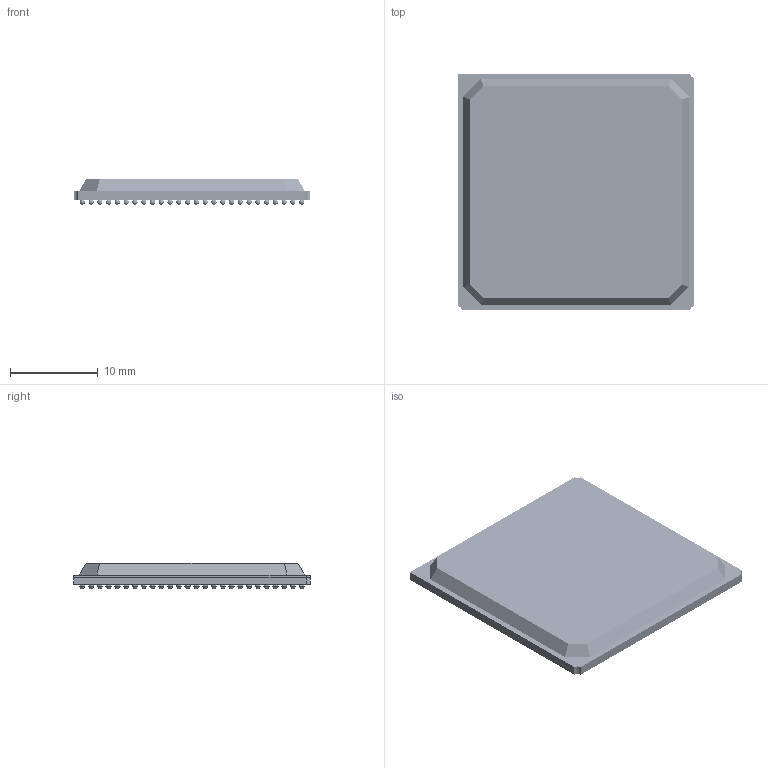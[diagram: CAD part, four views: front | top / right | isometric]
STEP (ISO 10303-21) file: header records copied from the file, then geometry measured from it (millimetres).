
FILE_DESCRIPTION((''),'2;1');
FILE_NAME('BGA665C100P26X26_2700X2700X290.stp','2013-05-30T13:54:51',(''),(''),'Mechanical Desktop 2011','Mechanical Desktop 2011',', , ');
FILE_SCHEMA(('AUTOMOTIVE_DESIGN { 1 2 10303 214 1 1 1 1 }'));
Length unit declared in the file: millimetre
Products named in the file (1): Product
Bounding box: 27 x 27 x 2.9 mm (x, y, z)
Volume: 1664.6 mm3; surface area: 5137 mm2
Topology: 668 solids, 668 shells, 2023 faces, 4721 edges, 2039 vertices
Faces by surface type: sphere 1330, plane 687, cylinder 6
Entity records: 40094 total; most frequent: DIRECTION 8116, CARTESIAN_POINT 6124, ORIENTED_EDGE 4122, AXIS2_PLACEMENT_3D 4031, EDGE_LOOP 2688, EDGE_CURVE 2061, VERTEX_POINT 2039, FACE_OUTER_BOUND 2023
